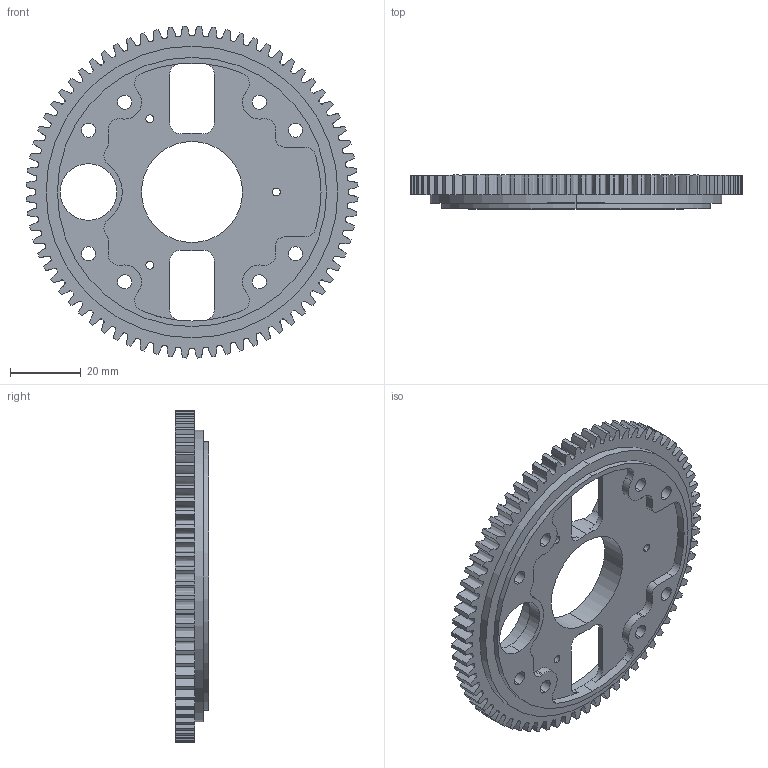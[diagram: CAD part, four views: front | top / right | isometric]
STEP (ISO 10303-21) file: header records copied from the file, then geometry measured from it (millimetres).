
FILE_DESCRIPTION (( 'STEP AP214' ), '1' );
FILE_NAME ('WCP-1502.STEP', '2023-12-18T23:39:16', ( '' ), ( '' ), 'SwSTEP 2.0', 'SolidWorks 2022', '' );
FILE_SCHEMA (( 'AUTOMOTIVE_DESIGN' ));
Length unit declared in the file: inch
Products named in the file (1): WCP-1502
Bounding box: 93.93 x 9.53 x 93.93 mm (x, y, z)
Volume: 28328.5 mm3; surface area: 20128.7 mm2
Topology: 1 solids, 1 shells, 331 faces, 960 edges, 640 vertices
Faces by surface type: cylinder 228, bspline 72, plane 31
Entity records: 27220 total; most frequent: CARTESIAN_POINT 18132, ORIENTED_EDGE 1920, DIRECTION 1800, EDGE_CURVE 960, AXIS2_PLACEMENT_3D 724, VERTEX_POINT 640, CIRCLE 464, EDGE_LOOP 370
